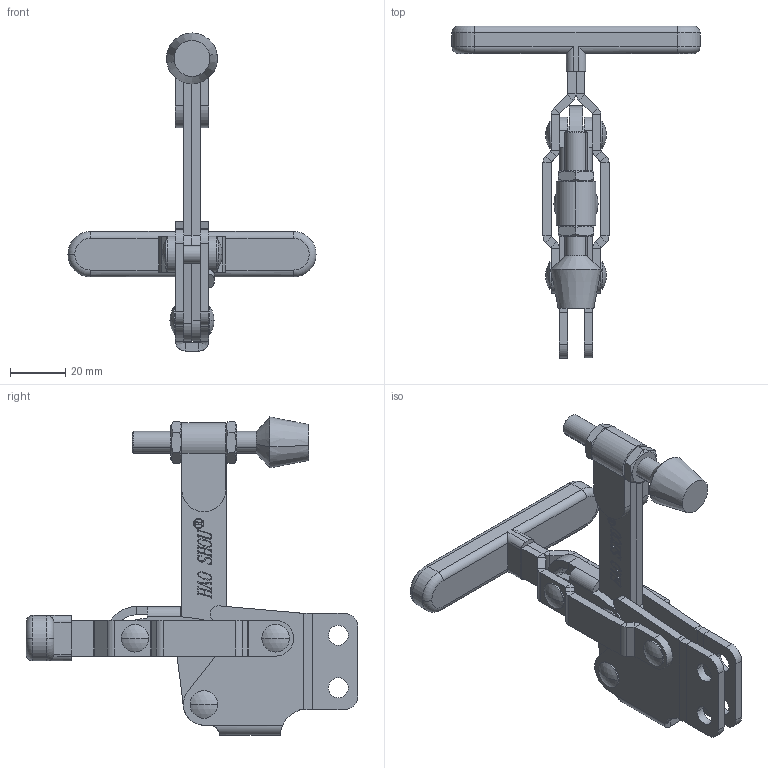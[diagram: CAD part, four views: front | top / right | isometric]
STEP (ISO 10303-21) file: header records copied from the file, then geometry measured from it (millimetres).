
FILE_DESCRIPTION (( 'STEP AP203' ), '1' );
FILE_NAME ('HS-12146.STEP', '2019-09-23T03:15:03', ( '微软用户' ), ( '微软中国' ), 'SwSTEP 2.0', 'SolidWorks 2012', '' );
FILE_SCHEMA (( 'CONFIG_CONTROL_DESIGN' ));
Length unit declared in the file: millimetre
Products named in the file (15): HS-12146; 酗种; 妗陑揤參蚾饜极; hex thin nuts-grades ab-chamfered gb_GB_FASTENER_NUT_STNAB M8-N; hexagon head bolts-full thread gb_GB_FASTENER_BOLT_STBAB A M8X55-C; 標; 揤輸; 妗陑揤參; 蟀裝; 傻种; T倰忒梟蚾饜极; 忒梟; 筵忒參; 眻菁釱
Assembly tree (18 placements, depth 3):
  HS-12146
    眻菁釱
    T倰忒梟蚾饜极
      筵忒參
      忒梟  x2
    傻种  x2
    蟀裝
    妗陑揤參蚾饜极
      妗陑揤參
      妗陑揤參
      揤輸
      標
      hexagon head bolts-full thread gb_GB_FASTENER_BOLT_STBAB A M8X55-C
      hex thin nuts-grades ab-chamfered gb_GB_FASTENER_NUT_STNAB M8-N  x2
    酗种  x2
Bounding box: 90 x 120.34 x 115.34 mm (x, y, z)
Volume: 58822.7 mm3; surface area: 40823.9 mm2
Topology: 16 solids, 16 shells, 792 faces, 1991 edges, 1266 vertices
Faces by surface type: plane 442, cylinder 168, bspline 130, cone 30, sphere 16, torus 6
Entity records: 29006 total; most frequent: CARTESIAN_POINT 11104, ORIENTED_EDGE 3558, DIRECTION 2965, EDGE_CURVE 1779, VECTOR 1171, LINE 1171, VERTEX_POINT 1142, AXIS2_PLACEMENT_3D 897
